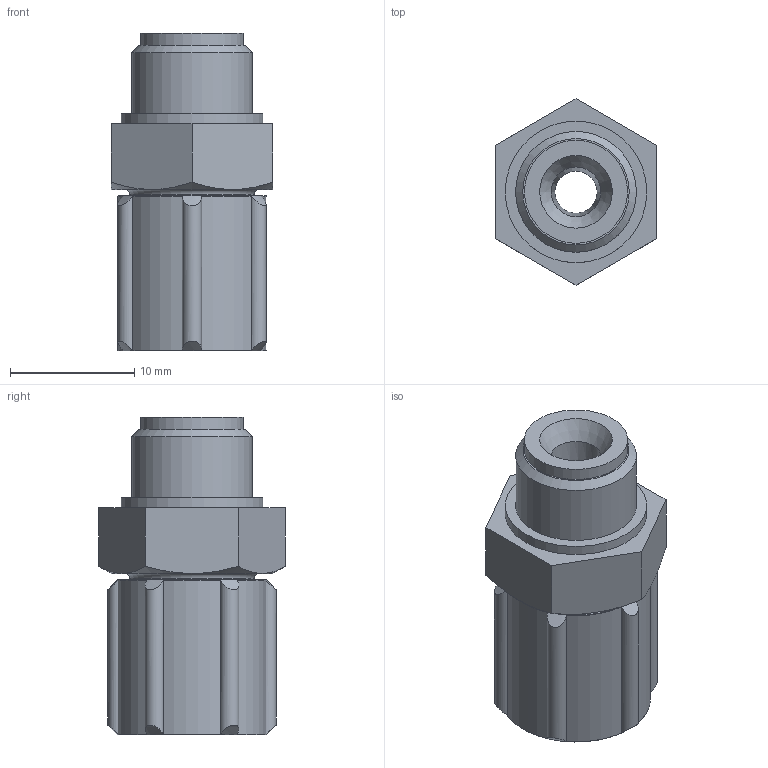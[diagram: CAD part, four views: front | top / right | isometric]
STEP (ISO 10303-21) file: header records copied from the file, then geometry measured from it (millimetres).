
FILE_DESCRIPTION(/* description */ ('STEP AP214'),/* implementation_level */ '2;1');
FILE_NAME(/* name */ '6254_CK-1_8-PK-4-KU',/* time_stamp */ '2024-08-05T16:28:54+02:00',/* author */ ('License CC BY-ND 4.0'),/* organization */ ('CADENAS'),/* preprocessor_version */ 'ST-DEVELOPER v19.3',/* originating_system */ 'PARTsolutions',/* authorisation */ ' ');
FILE_SCHEMA (('AUTOMOTIVE_DESIGN {1 0 10303 214 3 1 1}'));
Length unit declared in the file: millimetre
Products named in the file (1): 6254 CK-1/8-PK-4-KU
Bounding box: 13 x 15.01 x 25.6 mm (x, y, z)
Volume: 2434.9 mm3; surface area: 1944.2 mm2
Topology: 1 solids, 1 shells, 54 faces, 117 edges, 73 vertices
Faces by surface type: cylinder 21, plane 16, cone 14, torus 3
Full cylindrical faces by diameter (mm): 3.4 x1, 4.8 x1, 6.2 x1, 8.3 x1, 8.6 x1, 8.917 x1, 9.728 x1, 10 x1, 11.4 x1
Entity records: 1458 total; most frequent: CARTESIAN_POINT 351, DIRECTION 226, ORIENTED_EDGE 188, AXIS2_PLACEMENT_3D 101, EDGE_CURVE 94, EDGE_LOOP 84, FACE_BOUND 84, VERTEX_POINT 70
